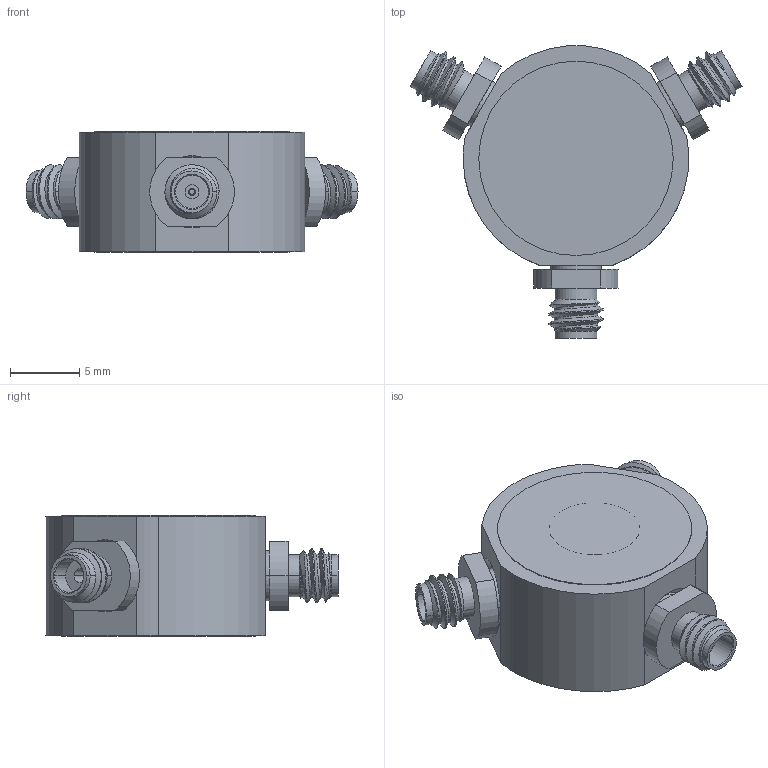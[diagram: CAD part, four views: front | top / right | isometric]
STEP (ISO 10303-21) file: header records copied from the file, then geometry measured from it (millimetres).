
FILE_DESCRIPTION (( 'STEP AP203' ), '1' );
FILE_NAME ('FMDV2107_3D.step', '2022-08-04T22:00:29', ( '' ), ( '' ), 'SwSTEP 2.0', 'SolidWorks 2021', '' );
FILE_SCHEMA (( 'CONFIG_CONTROL_DESIGN' ));
Length unit declared in the file: inch
Products named in the file (12): W240A(2)^FMDV2107; FMDV2107_3D; 3-83939_W240A^W240A(2)_FMDV2107; 3-83756^W240A(2)_FMDV2107; 3-83939_W240A BACK^W240A(2)_FMDV2107; 3-60047^3-83773_W240A(2)_FMDV2107; 3-83762^W240A(2)_FMDV2107; 3-83771^W240A(2)_FMDV2107; 3-83773^W240A(2)_FMDV2107; 3-60047^3-83771_W240A(2)_FMDV2107; 3-60047^3-83769_W240A(2)_FMDV2107; 3-83769^W240A(2)_FMDV2107
Assembly tree (11 placements, depth 4):
  FMDV2107_3D
    W240A(2)^FMDV2107
      3-83769^W240A(2)_FMDV2107
        3-60047^3-83769_W240A(2)_FMDV2107
      3-83771^W240A(2)_FMDV2107
        3-60047^3-83771_W240A(2)_FMDV2107
      3-83773^W240A(2)_FMDV2107
        3-60047^3-83773_W240A(2)_FMDV2107
      3-83762^W240A(2)_FMDV2107
      3-83756^W240A(2)_FMDV2107
      3-83939_W240A^W240A(2)_FMDV2107
      3-83939_W240A BACK^W240A(2)_FMDV2107
Bounding box: 23.91 x 21.04 x 8.73 mm (x, y, z)
Volume: 1793 mm3; surface area: 2638.8 mm2
Topology: 7 solids, 7 shells, 427 faces, 1063 edges, 693 vertices
Faces by surface type: plane 151, cylinder 127, bspline 91, cone 58
Entity records: 23693 total; most frequent: CARTESIAN_POINT 12860, ORIENTED_EDGE 2126, DIRECTION 1708, EDGE_CURVE 1063, VERTEX_POINT 693, AXIS2_PLACEMENT_3D 587, VECTOR 534, LINE 534
